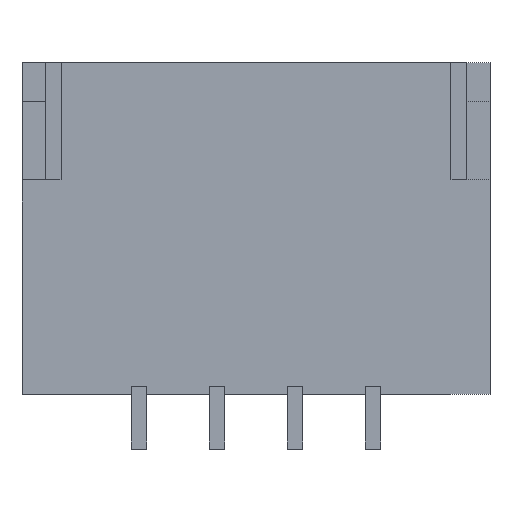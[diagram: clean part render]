
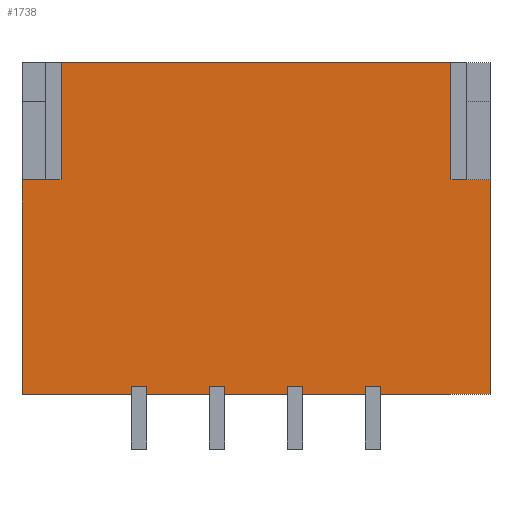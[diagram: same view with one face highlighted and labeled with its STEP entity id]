
A CAD part, front view. The second image highlights one B-rep face of the part: STEP entity #1738.
In plain terms, the highlighted planar face has unit normal (0, -1, 0).
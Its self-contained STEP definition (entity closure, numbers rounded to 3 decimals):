
#6=VECTOR ( 'NONE', #17, 1000. ) ;
#17=DIRECTION ( 'NONE',  ( 1., 0., 0. ) ) ;
#19=ORIENTED_EDGE ( 'NONE', *, *, #1039, .F. ) ;
#21=CARTESIAN_POINT ( 'NONE',  ( 2.5, 0.06, 0.625 ) ) ;
#28=DIRECTION ( 'NONE',  ( 0., -1., 0. ) ) ;
#38=DIRECTION ( 'NONE',  ( 0., 0., -1. ) ) ;
#56=DIRECTION ( 'NONE',  ( -1., 0., 0. ) ) ;
#61=ORIENTED_EDGE ( 'NONE', *, *, #1907, .F. ) ;
#92=DIRECTION ( 'NONE',  ( 1., 0., 0. ) ) ;
#99=VECTOR ( 'NONE', #133, 1000. ) ;
#119=VECTOR ( 'NONE', #38, 1000. ) ;
#133=DIRECTION ( 'NONE',  ( 0., 0., 1. ) ) ;
#135=CARTESIAN_POINT ( 'NONE',  ( 2.5, 0.06, 2.125 ) ) ;
#144=LINE ( 'NONE', #943, #163 ) ;
#163=VECTOR ( 'NONE', #56, 1000. ) ;
#198=DIRECTION ( 'NONE',  ( 0., 0., -1. ) ) ;
#363=PLANE ( 'NONE',  #1198 ) ;
#389=VECTOR ( 'NONE', #198, 1000. ) ;
#411=CARTESIAN_POINT ( 'NONE',  ( -3., 0.06, 0.625 ) ) ;
#481=CARTESIAN_POINT ( 'NONE',  ( -3., 0.06, 2.125 ) ) ;
#496=EDGE_LOOP ( 'NONE', ( #1548, #1304, #19, #61, #1041, #965, #1400, #1898 ) ) ;
#514=VECTOR ( 'NONE', #92, 1000. ) ;
#555=VECTOR ( 'NONE', #811, 1000. ) ;
#588=EDGE_CURVE ( 'NONE', #2347, #1923, #776, .T. ) ;
#608=LINE ( 'NONE', #481, #99 ) ;
#676=VERTEX_POINT ( 'NONE', #2340 ) ;
#776=LINE ( 'NONE', #958, #389 ) ;
#801=EDGE_CURVE ( 'NONE', #833, #676, #1092, .T. ) ;
#811=DIRECTION ( 'NONE',  ( 0., 0., -1. ) ) ;
#833=VERTEX_POINT ( 'NONE', #2305 ) ;
#844=LINE ( 'NONE', #21, #6 ) ;
#943=CARTESIAN_POINT ( 'NONE',  ( -3., 0.06, -2.125 ) ) ;
#958=CARTESIAN_POINT ( 'NONE',  ( -2.5, 0.06, 0.625 ) ) ;
#965=ORIENTED_EDGE ( 'NONE', *, *, #2030, .F. ) ;
#1039=EDGE_CURVE ( 'NONE', #1438, #1326, #608, .T. ) ;
#1041=ORIENTED_EDGE ( 'NONE', *, *, #801, .F. ) ;
#1092=LINE ( 'NONE', #1826, #119 ) ;
#1198=AXIS2_PLACEMENT_3D ( 'NONE', #1231, #28, #198 ) ;
#1212=LINE ( 'NONE', #958, #163 ) ;
#1231=CARTESIAN_POINT ( 'NONE',  ( 0., 0.06, 0. ) ) ;
#1255=CARTESIAN_POINT ( 'NONE',  ( -2.5, 0.06, 2.125 ) ) ;
#1256=EDGE_CURVE ( 'NONE', #2347, #1619, #2176, .T. ) ;
#1304=ORIENTED_EDGE ( 'NONE', *, *, #1954, .T. ) ;
#1326=VERTEX_POINT ( 'NONE', #411 ) ;
#1400=ORIENTED_EDGE ( 'NONE', *, *, #1409, .F. ) ;
#1409=EDGE_CURVE ( 'NONE', #1619, #2327, #1786, .T. ) ;
#1438=VERTEX_POINT ( 'NONE', #943 ) ;
#1548=ORIENTED_EDGE ( 'NONE', *, *, #588, .T. ) ;
#1619=VERTEX_POINT ( 'NONE', #135 ) ;
#1738=ADVANCED_FACE ( 'NONE', ( #2065 ), #363, .T. ) ;
#1786=LINE ( 'NONE', #21, #555 ) ;
#1826=CARTESIAN_POINT ( 'NONE',  ( 3., 0.06, 2.125 ) ) ;
#1898=ORIENTED_EDGE ( 'NONE', *, *, #1256, .F. ) ;
#1907=EDGE_CURVE ( 'NONE', #676, #1438, #144, .T. ) ;
#1923=VERTEX_POINT ( 'NONE', #958 ) ;
#1954=EDGE_CURVE ( 'NONE', #1923, #1326, #1212, .T. ) ;
#2030=EDGE_CURVE ( 'NONE', #2327, #833, #844, .T. ) ;
#2065=FACE_OUTER_BOUND ( 'NONE', #496, .T. ) ;
#2176=LINE ( 'NONE', #481, #514 ) ;
#2305=CARTESIAN_POINT ( 'NONE',  ( 3., 0.06, 0.625 ) ) ;
#2327=VERTEX_POINT ( 'NONE', #21 ) ;
#2340=CARTESIAN_POINT ( 'NONE',  ( 3., 0.06, -2.125 ) ) ;
#2347=VERTEX_POINT ( 'NONE', #1255 ) ;
